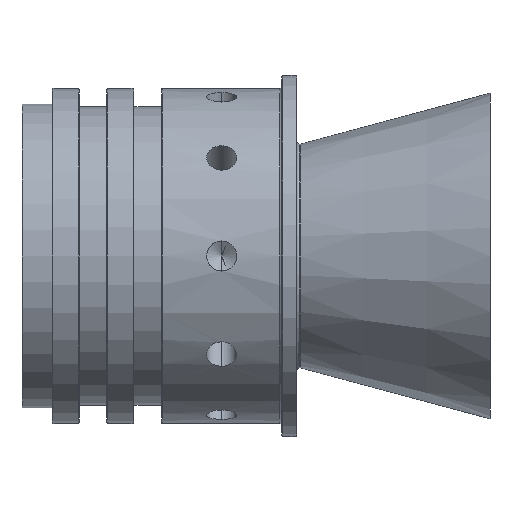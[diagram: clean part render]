
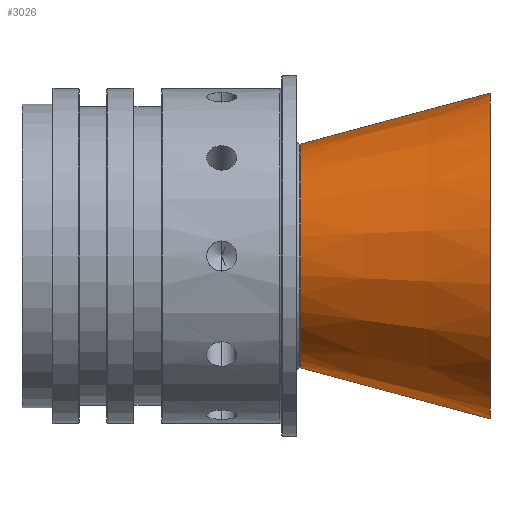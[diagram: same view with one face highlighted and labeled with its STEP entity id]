
A CAD part, left-side view. The second image highlights one B-rep face of the part: STEP entity #3026.
In plain terms, the highlighted conical face has half-angle 15 degrees and reference radius 27.05 mm.
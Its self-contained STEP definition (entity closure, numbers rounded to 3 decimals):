
#32 = VECTOR ( 'NONE', #1161, 1000. ) ;
#45 = CARTESIAN_POINT ( 'NONE',  ( 0., -77.775, 27.05 ) ) ;
#313 = CARTESIAN_POINT ( 'NONE',  ( 0., -77.775, 27.05 ) ) ;
#323 = CARTESIAN_POINT ( 'NONE',  ( 0., -77.775, -27.05 ) ) ;
#337 = DIRECTION ( 'NONE',  ( 0., 0., -1. ) ) ;
#353 = CARTESIAN_POINT ( 'NONE',  ( 0., -46.204, 18.59 ) ) ;
#439 = CIRCLE ( 'NONE', #1891, 27.05 ) ;
#492 = EDGE_CURVE ( 'NONE', #1743, #2000, #3141, .T. ) ;
#549 = EDGE_CURVE ( 'NONE', #2398, #2053, #1145, .T. ) ;
#757 = ORIENTED_EDGE ( 'NONE', *, *, #1360, .F. ) ;
#800 = CONICAL_SURFACE ( 'NONE', #2824, 27.05, 0.262 ) ;
#812 = DIRECTION ( 'NONE',  ( 0., -1., 0. ) ) ;
#824 = AXIS2_PLACEMENT_3D ( 'NONE', #2184, #1927, #1669 ) ;
#873 = FACE_OUTER_BOUND ( 'NONE', #3068, .T. ) ;
#1145 = LINE ( 'NONE', #313, #32 ) ;
#1161 = DIRECTION ( 'NONE',  ( 0., -0.966, 0.259 ) ) ;
#1166 = ORIENTED_EDGE ( 'NONE', *, *, #3022, .T. ) ;
#1203 = DIRECTION ( 'NONE',  ( 0., 0., -1. ) ) ;
#1308 = CARTESIAN_POINT ( 'NONE',  ( 0., -46.204, -18.59 ) ) ;
#1319 = ORIENTED_EDGE ( 'NONE', *, *, #492, .T. ) ;
#1360 = EDGE_CURVE ( 'NONE', #2053, #2000, #439, .T. ) ;
#1399 = CARTESIAN_POINT ( 'NONE',  ( 0., -77.775, 0. ) ) ;
#1528 = VECTOR ( 'NONE', #3176, 1000. ) ;
#1669 = DIRECTION ( 'NONE',  ( 0., 0., -1. ) ) ;
#1743 = VERTEX_POINT ( 'NONE', #1308 ) ;
#1816 = CARTESIAN_POINT ( 'NONE',  ( 0., -77.775, -27.05 ) ) ;
#1891 = AXIS2_PLACEMENT_3D ( 'NONE', #2013, #2254, #1203 ) ;
#1927 = DIRECTION ( 'NONE',  ( 0., -1., 0. ) ) ;
#2000 = VERTEX_POINT ( 'NONE', #323 ) ;
#2013 = CARTESIAN_POINT ( 'NONE',  ( 0., -77.775, 0. ) ) ;
#2053 = VERTEX_POINT ( 'NONE', #45 ) ;
#2184 = CARTESIAN_POINT ( 'NONE',  ( 0., -46.204, 0. ) ) ;
#2254 = DIRECTION ( 'NONE',  ( 0., -1., 0. ) ) ;
#2398 = VERTEX_POINT ( 'NONE', #353 ) ;
#2615 = ORIENTED_EDGE ( 'NONE', *, *, #549, .F. ) ;
#2788 = CIRCLE ( 'NONE', #824, 18.59 ) ;
#2824 = AXIS2_PLACEMENT_3D ( 'NONE', #1399, #812, #337 ) ;
#3022 = EDGE_CURVE ( 'NONE', #2398, #1743, #2788, .T. ) ;
#3026 = ADVANCED_FACE ( 'NONE', ( #873 ), #800, .T. ) ;
#3068 = EDGE_LOOP ( 'NONE', ( #2615, #1166, #1319, #757 ) ) ;
#3141 = LINE ( 'NONE', #1816, #1528 ) ;
#3176 = DIRECTION ( 'NONE',  ( 0., -0.966, -0.259 ) ) ;
